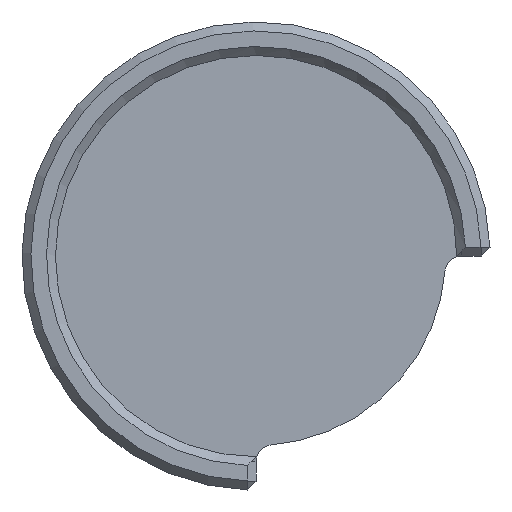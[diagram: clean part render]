
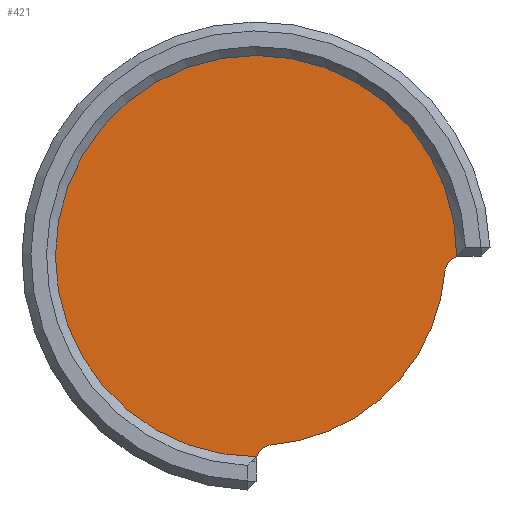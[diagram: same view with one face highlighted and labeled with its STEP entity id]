
A CAD part, front view. The second image highlights one B-rep face of the part: STEP entity #421.
In plain terms, the highlighted planar face has unit normal (0, -1, 0).
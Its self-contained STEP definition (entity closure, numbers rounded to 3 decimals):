
#98=PLANE('',#489);
#125=FACE_OUTER_BOUND('',#153,.T.);
#153=EDGE_LOOP('',(#377,#378,#379,#380));
#171=CIRCLE('',#481,8.5);
#172=CIRCLE('',#484,0.75);
#173=CIRCLE('',#488,9.);
#174=CIRCLE('',#490,0.75);
#209=VERTEX_POINT('',#739);
#210=VERTEX_POINT('',#741);
#211=VERTEX_POINT('',#747);
#212=VERTEX_POINT('',#753);
#263=EDGE_CURVE('',#209,#210,#171,.T.);
#267=EDGE_CURVE('',#211,#209,#172,.T.);
#269=EDGE_CURVE('',#212,#211,#173,.T.);
#270=EDGE_CURVE('',#210,#212,#174,.T.);
#377=ORIENTED_EDGE('',*,*,#270,.F.);
#378=ORIENTED_EDGE('',*,*,#263,.F.);
#379=ORIENTED_EDGE('',*,*,#267,.F.);
#380=ORIENTED_EDGE('',*,*,#269,.F.);
#421=ADVANCED_FACE('',(#125),#98,.T.);
#481=AXIS2_PLACEMENT_3D('',#742,#592,#593);
#484=AXIS2_PLACEMENT_3D('',#749,#601,#602);
#488=AXIS2_PLACEMENT_3D('',#755,#610,#611);
#489=AXIS2_PLACEMENT_3D('',#756,#612,#613);
#490=AXIS2_PLACEMENT_3D('',#757,#614,#615);
#592=DIRECTION('center_axis',(0.,1.,0.));
#593=DIRECTION('ref_axis',(0.997,0.,-0.081));
#601=DIRECTION('center_axis',(0.,-1.,0.));
#602=DIRECTION('ref_axis',(0.997,0.,-0.081));
#610=DIRECTION('center_axis',(0.,1.,0.));
#611=DIRECTION('ref_axis',(1.,0.,0.));
#612=DIRECTION('center_axis',(0.,-1.,0.));
#613=DIRECTION('ref_axis',(0.,0.,-1.));
#614=DIRECTION('center_axis',(0.,-1.,0.));
#615=DIRECTION('ref_axis',(1.,0.,0.));
#739=CARTESIAN_POINT('',(30.612,-2.,-44.168));
#741=CARTESIAN_POINT('',(22.829,-2.,-51.951));
#742=CARTESIAN_POINT('Origin',(22.14,-2.,-43.479));
#747=CARTESIAN_POINT('',(31.14,-2.,-43.512));
#749=CARTESIAN_POINT('Origin',(31.36,-2.,-44.229));
#753=CARTESIAN_POINT('',(22.173,-2.,-52.479));
#755=CARTESIAN_POINT('Origin',(22.14,-2.,-43.479));
#756=CARTESIAN_POINT('Origin',(22.14,-2.,-43.479));
#757=CARTESIAN_POINT('Origin',(22.89,-2.,-52.698));
